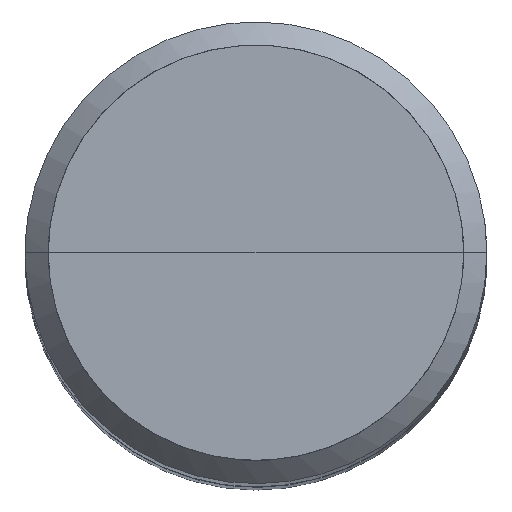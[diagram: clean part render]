
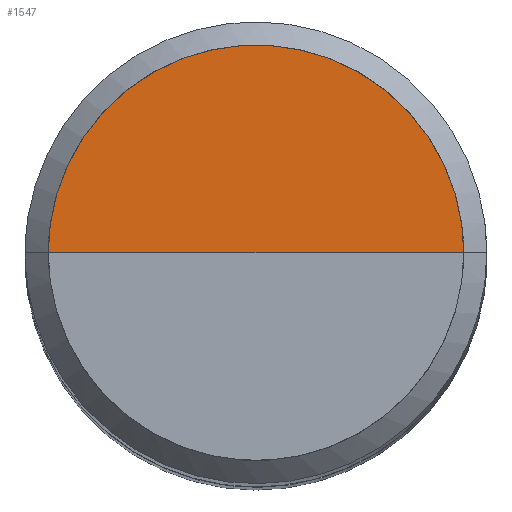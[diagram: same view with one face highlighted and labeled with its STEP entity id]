
A CAD part, top view. The second image highlights one B-rep face of the part: STEP entity #1547.
In plain terms, the highlighted free-form (B-spline) face has degree [1, 2] with [2, 5] control points.
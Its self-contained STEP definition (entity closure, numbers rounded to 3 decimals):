
#1261=CARTESIAN_POINT('',(4.5,0.0,36.067));
#1262=CARTESIAN_POINT('',(4.5,4.5,36.067));
#1263=CARTESIAN_POINT('',(0.0,4.5,36.067));
#1264=CARTESIAN_POINT('',(-4.5,4.5,36.067));
#1265=CARTESIAN_POINT('',(-4.5,0.0,36.067));
#1266=CARTESIAN_POINT('',(0.0,0.0,36.067));
#1532=(
BOUNDED_SURFACE()
B_SPLINE_SURFACE(1,2,(
(#1261,#1262,#1263,#1264,#1265),
(#1266,#1266,#1266,#1266,#1266)
), .UNSPECIFIED.,.F.,.F.,.F.)
B_SPLINE_SURFACE_WITH_KNOTS((2,2),(3,2,3),(
0.0,1.0),(
0.0,0.5,1.0), .UNSPECIFIED.)
GEOMETRIC_REPRESENTATION_ITEM()
RATIONAL_B_SPLINE_SURFACE(((1.0,0.707,1.0,0.707,1.0),
(1.0,0.707,1.0,0.707,1.0)
))
REPRESENTATION_ITEM('')
SURFACE()
);
#1533=(
BOUNDED_CURVE()
B_SPLINE_CURVE(1,(#1266,#1261),.UNSPECIFIED.,.F.,.F.)
B_SPLINE_CURVE_WITH_KNOTS((2,2),
(0.0,1.0),.UNSPECIFIED.)
CURVE()
GEOMETRIC_REPRESENTATION_ITEM()
RATIONAL_B_SPLINE_CURVE((1.0,1.0))
REPRESENTATION_ITEM('')
);
#1534=(
BOUNDED_CURVE()
B_SPLINE_CURVE(2,(#1261,#1262,#1263,#1264,#1265),.UNSPECIFIED.,.F.,.F.)
B_SPLINE_CURVE_WITH_KNOTS((3,2,3),
(0.0,0.5,1.0),.UNSPECIFIED.)
CURVE()
GEOMETRIC_REPRESENTATION_ITEM()
RATIONAL_B_SPLINE_CURVE((1.0,0.707,1.0,0.707,1.0))
REPRESENTATION_ITEM('')
);
#1535=(
BOUNDED_CURVE()
B_SPLINE_CURVE(1,(#1265,#1266),.UNSPECIFIED.,.F.,.F.)
B_SPLINE_CURVE_WITH_KNOTS((2,2),
(0.0,1.0),.UNSPECIFIED.)
CURVE()
GEOMETRIC_REPRESENTATION_ITEM()
RATIONAL_B_SPLINE_CURVE((1.0,1.0))
REPRESENTATION_ITEM('')
);
#1536=VERTEX_POINT('',#1261);
#1537=VERTEX_POINT('',#1265);
#1538=VERTEX_POINT('',#1266);
#1539=EDGE_CURVE('',#1538,#1536,#1533,.T.);
#1540=EDGE_CURVE('',#1536,#1537,#1534,.T.);
#1541=EDGE_CURVE('',#1537,#1538,#1535,.T.);
#1542=ORIENTED_EDGE('',*,*,#1539,.T.);
#1543=ORIENTED_EDGE('',*,*,#1540,.T.);
#1544=ORIENTED_EDGE('',*,*,#1541,.T.);
#1545=EDGE_LOOP('',(#1542,#1543,#1544));
#1546=FACE_OUTER_BOUND('',#1545,.T.);
#1547=ADVANCED_FACE('',(#1546),#1532,.T.);
